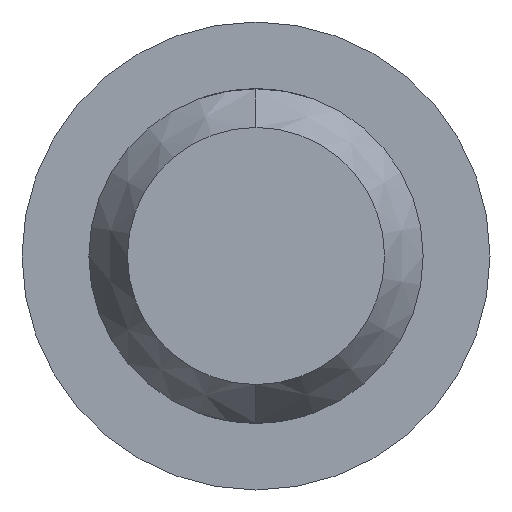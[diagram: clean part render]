
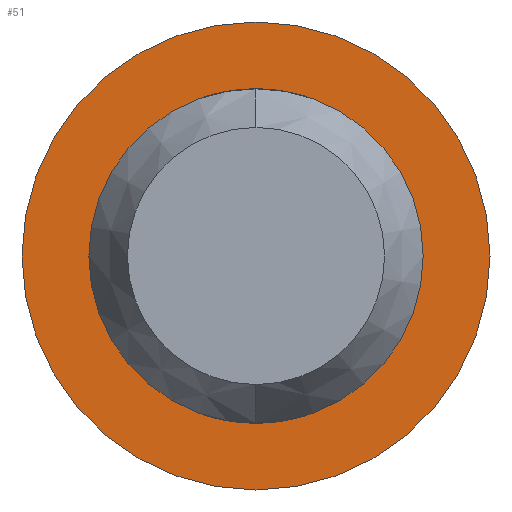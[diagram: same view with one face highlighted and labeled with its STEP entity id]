
A CAD part, left-side view. The second image highlights one B-rep face of the part: STEP entity #51.
In plain terms, the highlighted planar face has unit normal (-1, 0, 0).
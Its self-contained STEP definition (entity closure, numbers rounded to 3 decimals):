
#15 = AXIS2_PLACEMENT_3D ( 'NONE', #358, #352, #362 ) ;
#17 = DIRECTION ( 'NONE',  ( -1., 0., 0. ) ) ;
#20 = CARTESIAN_POINT ( 'NONE',  ( 0., 0., 0. ) ) ;
#22 = DIRECTION ( 'NONE',  ( 0., 0., -1. ) ) ;
#38 = EDGE_CURVE ( 'NONE', #447, #470, #150, .T. ) ;
#51 = ADVANCED_FACE ( 'NONE', ( #188, #233 ), #438, .F. ) ;
#60 = DIRECTION ( 'NONE',  ( 1., 0., 0. ) ) ;
#102 = ORIENTED_EDGE ( 'NONE', *, *, #316, .T. ) ;
#126 = AXIS2_PLACEMENT_3D ( 'NONE', #478, #60, #22 ) ;
#145 = DIRECTION ( 'NONE',  ( 0., 0., 1. ) ) ;
#150 = CIRCLE ( 'NONE', #299, 5. ) ;
#164 = CARTESIAN_POINT ( 'NONE',  ( 0., 0., 0. ) ) ;
#183 = DIRECTION ( 'NONE',  ( -1., 0., 0. ) ) ;
#188 = FACE_BOUND ( 'NONE', #307, .T. ) ;
#214 = CIRCLE ( 'NONE', #343, 7. ) ;
#215 = EDGE_CURVE ( 'NONE', #229, #302, #392, .T. ) ;
#229 = VERTEX_POINT ( 'NONE', #505 ) ;
#233 = FACE_OUTER_BOUND ( 'NONE', #479, .T. ) ;
#239 = CARTESIAN_POINT ( 'NONE',  ( 0., 0., -7. ) ) ;
#265 = DIRECTION ( 'NONE',  ( 0., 0., 1. ) ) ;
#275 = CARTESIAN_POINT ( 'NONE',  ( 0., 0., -5. ) ) ;
#282 = DIRECTION ( 'NONE',  ( 0., 0., -1. ) ) ;
#299 = AXIS2_PLACEMENT_3D ( 'NONE', #20, #403, #282 ) ;
#302 = VERTEX_POINT ( 'NONE', #239 ) ;
#307 = EDGE_LOOP ( 'NONE', ( #102, #467 ) ) ;
#316 = EDGE_CURVE ( 'NONE', #470, #447, #491, .T. ) ;
#335 = AXIS2_PLACEMENT_3D ( 'NONE', #164, #17, #265 ) ;
#343 = AXIS2_PLACEMENT_3D ( 'NONE', #484, #183, #145 ) ;
#352 = DIRECTION ( 'NONE',  ( 1., 0., 0. ) ) ;
#358 = CARTESIAN_POINT ( 'NONE',  ( 0., 0., 0. ) ) ;
#362 = DIRECTION ( 'NONE',  ( 0., 0., -1. ) ) ;
#376 = EDGE_CURVE ( 'NONE', #302, #229, #214, .T. ) ;
#392 = CIRCLE ( 'NONE', #335, 7. ) ;
#403 = DIRECTION ( 'NONE',  ( 1., 0., 0. ) ) ;
#438 = PLANE ( 'NONE',  #15 ) ;
#447 = VERTEX_POINT ( 'NONE', #526 ) ;
#467 = ORIENTED_EDGE ( 'NONE', *, *, #38, .T. ) ;
#470 = VERTEX_POINT ( 'NONE', #275 ) ;
#475 = ORIENTED_EDGE ( 'NONE', *, *, #376, .T. ) ;
#478 = CARTESIAN_POINT ( 'NONE',  ( 0., 0., 0. ) ) ;
#479 = EDGE_LOOP ( 'NONE', ( #483, #475 ) ) ;
#483 = ORIENTED_EDGE ( 'NONE', *, *, #215, .T. ) ;
#484 = CARTESIAN_POINT ( 'NONE',  ( 0., 0., 0. ) ) ;
#491 = CIRCLE ( 'NONE', #126, 5. ) ;
#505 = CARTESIAN_POINT ( 'NONE',  ( 0., 0., 7. ) ) ;
#526 = CARTESIAN_POINT ( 'NONE',  ( 0., 0., 5. ) ) ;
